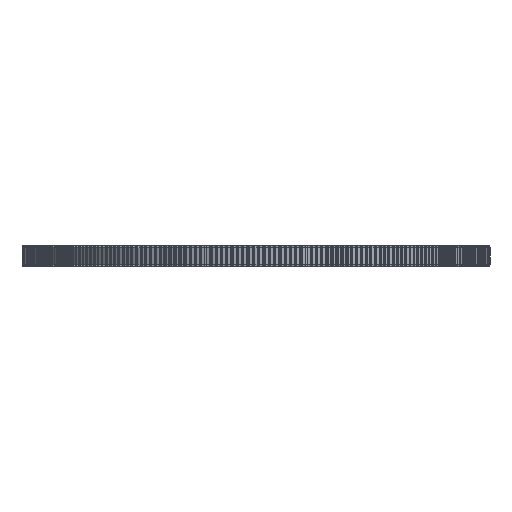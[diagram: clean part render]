
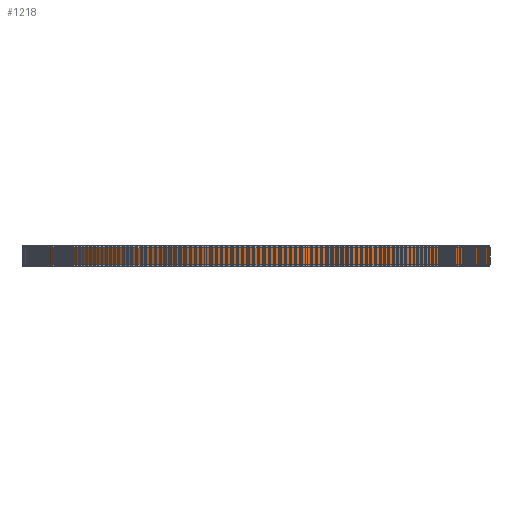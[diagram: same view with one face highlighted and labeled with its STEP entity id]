
A CAD part, left-side view. The second image highlights one B-rep face of the part: STEP entity #1218.
In plain terms, the highlighted cylindrical face has radius 87.217 mm (diameter 174.434 mm), a full revolution.
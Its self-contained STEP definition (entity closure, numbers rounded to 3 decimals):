
#97=FACE_BOUND('',#4512,.T.);
#98=FACE_BOUND('',#4513,.T.);
#1218=ADVANCED_FACE('',(#97,#98),#2315,.T.);
#2315=CYLINDRICAL_SURFACE('',#24255,87.217);
#4512=EDGE_LOOP('',(#13282));
#4513=EDGE_LOOP('',(#13283));
#13282=ORIENTED_EDGE('',*,*,#18766,.T.);
#13283=ORIENTED_EDGE('',*,*,#18767,.T.);
#15476=VERTEX_POINT('',#38520);
#15477=VERTEX_POINT('',#38522);
#18766=EDGE_CURVE('',#15476,#15476,#20960,.T.);
#18767=EDGE_CURVE('',#15477,#15477,#20961,.T.);
#20960=CIRCLE('',#24253,87.217);
#20961=CIRCLE('',#24254,87.217);
#24253=AXIS2_PLACEMENT_3D('',#38519,#31934,#31935);
#24254=AXIS2_PLACEMENT_3D('',#38521,#31936,#31937);
#24255=AXIS2_PLACEMENT_3D('',#38523,#31938,#31939);
#31934=DIRECTION('',(0.,0.,1.));
#31935=DIRECTION('',(1.,0.,0.));
#31936=DIRECTION('',(0.,0.,-1.));
#31937=DIRECTION('',(1.,0.,0.));
#31938=DIRECTION('',(0.,0.,1.));
#31939=DIRECTION('',(1.,0.,0.));
#38519=CARTESIAN_POINT('',(0.,0.,1.));
#38520=CARTESIAN_POINT('',(87.217,0.,1.));
#38521=CARTESIAN_POINT('',(0.,0.,7.));
#38522=CARTESIAN_POINT('',(87.217,0.,7.));
#38523=CARTESIAN_POINT('',(0.,0.,1.));
